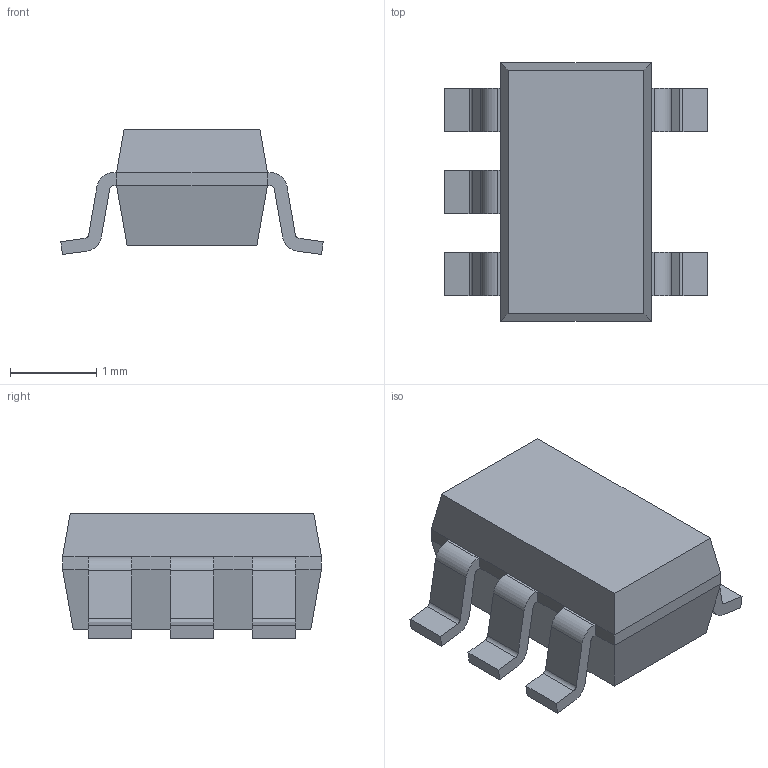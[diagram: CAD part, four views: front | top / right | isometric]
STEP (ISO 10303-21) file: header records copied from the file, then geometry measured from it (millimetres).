
FILE_DESCRIPTION(('FreeCAD Model'),'2;1');
FILE_NAME('SOT-23-5.step','2017-06-08T17:04:16',( 'kicad StepUp'),('ksu MCAD'),'Open CASCADE STEP processor 6.8', 'FreeCAD','Unknown');
FILE_SCHEMA(('AUTOMOTIVE_DESIGN_CC2 { 1 2 10303 214 -1 1 5 4 }'));
Length unit declared in the file: millimetre
Products named in the file (1): SOT-23-5
Bounding box: 3.04 x 3 x 1.45 mm (x, y, z)
Volume: 6.9 mm3; surface area: 28.9 mm2
Topology: 1 solids, 1 shells, 84 faces, 218 edges, 136 vertices
Faces by surface type: plane 64, cylinder 20
Entity records: 3119 total; most frequent: CARTESIAN_POINT 439, ORIENTED_EDGE 436, DIRECTION 428, EDGE_CURVE 218, LINE 178, VECTOR 178, VERTEX_POINT 136, AXIS2_PLACEMENT_3D 125
